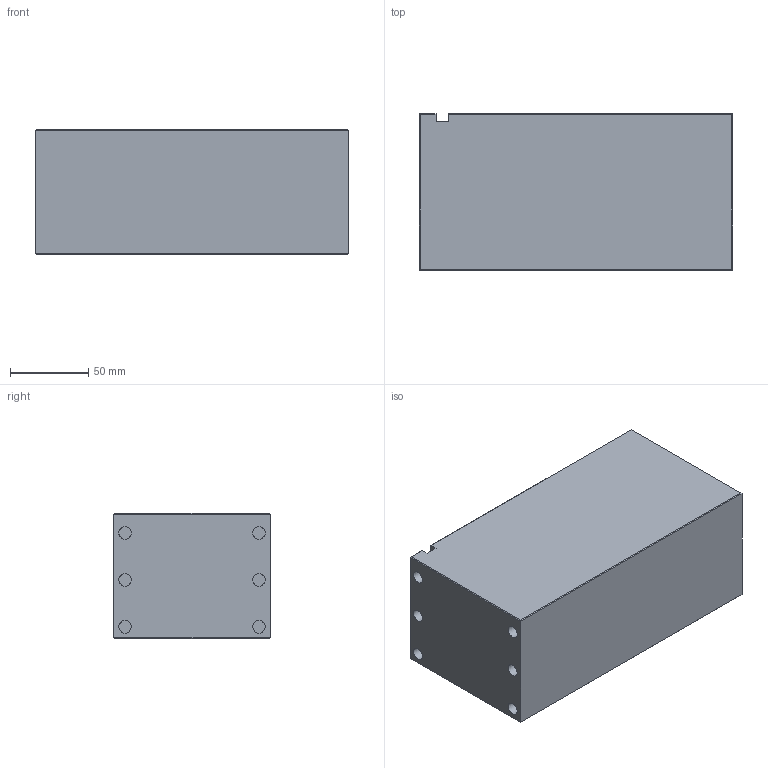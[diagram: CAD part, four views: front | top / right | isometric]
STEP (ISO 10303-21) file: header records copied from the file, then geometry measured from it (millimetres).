
FILE_DESCRIPTION(('Open CASCADE Model'),'2;1');
FILE_NAME('Open CASCADE Shape Model','2024-10-30T10:58:08',( 'Analysis Situs'),('Analysis Situs'), 'Open CASCADE STEP processor 7.6','Analysis Situs 2024.1dev','Unknown' );
FILE_SCHEMA(('AUTOMOTIVE_DESIGN { 1 0 10303 214 1 1 1 1 }'));
Length unit declared in the file: millimetre
Products named in the file (1): Open CASCADE STEP translator 7.6 1
Bounding box: 200 x 100 x 80 mm (x, y, z)
Volume: 1514091 mm3; surface area: 104814.9 mm2
Topology: 1 solids, 1 shells, 76 faces, 163 edges, 105 vertices
Faces by surface type: plane 48, cylinder 24, bspline 3, cone 1
Full cylindrical faces by diameter (mm): 3 x2, 5 x2, 8 x12, 10.2 x6, 12 x1
Entity records: 18169 total; most frequent: CARTESIAN_POINT 14834, DIRECTION 606, LINE 346, VECTOR 346, ORIENTED_EDGE 326, PCURVE 326, DEFINITIONAL_REPRESENTATION 326, EDGE_CURVE 163
